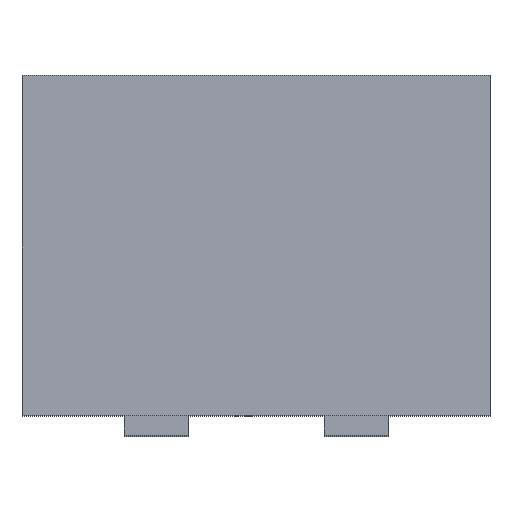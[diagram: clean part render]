
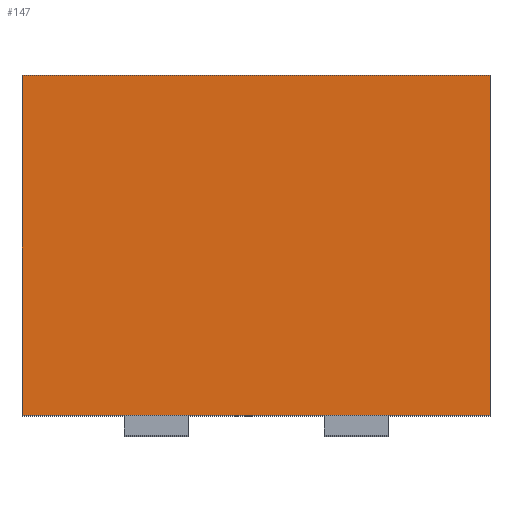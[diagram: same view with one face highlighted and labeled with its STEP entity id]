
A CAD part, top view. The second image highlights one B-rep face of the part: STEP entity #147.
In plain terms, the highlighted planar face has unit normal (0, 0, 1).
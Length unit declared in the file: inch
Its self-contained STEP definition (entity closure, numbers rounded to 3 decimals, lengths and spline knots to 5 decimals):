
#147 = ADVANCED_FACE( '', ( #288 ), #289, .F. );
#288 = FACE_OUTER_BOUND( '', #442, .T. );
#289 = PLANE( '', #443 );
#442 = EDGE_LOOP( '', ( #658, #659, #660, #661 ) );
#443 = AXIS2_PLACEMENT_3D( '', #662, #663, #664 );
#658 = ORIENTED_EDGE( '', *, *, #1023, .T. );
#659 = ORIENTED_EDGE( '', *, *, #1024, .F. );
#660 = ORIENTED_EDGE( '', *, *, #1025, .F. );
#661 = ORIENTED_EDGE( '', *, *, #1003, .T. );
#662 = CARTESIAN_POINT( '', ( 0., 0.085, 0.06 ) );
#663 = DIRECTION( '', ( 0., 0., -1. ) );
#664 = DIRECTION( '', ( -1., 0., 0. ) );
#1003 = EDGE_CURVE( '', #1200, #1198, #1201, .T. );
#1023 = EDGE_CURVE( '', #1198, #1229, #1230, .T. );
#1024 = EDGE_CURVE( '', #1231, #1229, #1232, .T. );
#1025 = EDGE_CURVE( '', #1200, #1231, #1233, .T. );
#1198 = VERTEX_POINT( '', #1474 );
#1200 = VERTEX_POINT( '', #1477 );
#1201 = LINE( '', #1478, #1479 );
#1229 = VERTEX_POINT( '', #1519 );
#1230 = LINE( '', #1520, #1521 );
#1231 = VERTEX_POINT( '', #1522 );
#1232 = LINE( '', #1523, #1524 );
#1233 = LINE( '', #1525, #1526 );
#1474 = CARTESIAN_POINT( '', ( 0., 0., 0.06 ) );
#1477 = CARTESIAN_POINT( '', ( 0., 0.085, 0.06 ) );
#1478 = CARTESIAN_POINT( '', ( 0., 0.085, 0.06 ) );
#1479 = VECTOR( '', #1761, 39.37008 );
#1519 = CARTESIAN_POINT( '', ( 0.117, 0., 0.06 ) );
#1520 = CARTESIAN_POINT( '', ( 0., 0., 0.06 ) );
#1521 = VECTOR( '', #1780, 39.37008 );
#1522 = CARTESIAN_POINT( '', ( 0.117, 0.085, 0.06 ) );
#1523 = CARTESIAN_POINT( '', ( 0.117, 0.085, 0.06 ) );
#1524 = VECTOR( '', #1781, 39.37008 );
#1525 = CARTESIAN_POINT( '', ( 0., 0.085, 0.06 ) );
#1526 = VECTOR( '', #1782, 39.37008 );
#1761 = DIRECTION( '', ( 0., -1., 0. ) );
#1780 = DIRECTION( '', ( 1., 0., 0. ) );
#1781 = DIRECTION( '', ( 0., -1., 0. ) );
#1782 = DIRECTION( '', ( 1., 0., 0. ) );
